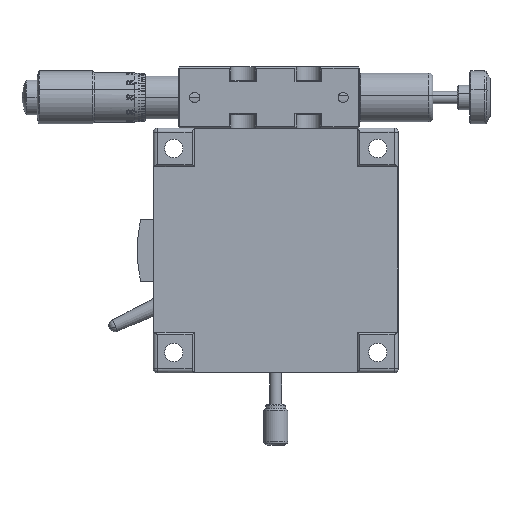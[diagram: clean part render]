
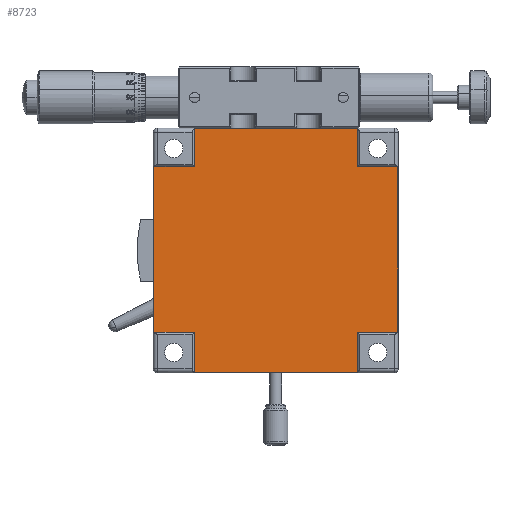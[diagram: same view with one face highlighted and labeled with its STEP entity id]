
A CAD part, front view. The second image highlights one B-rep face of the part: STEP entity #8723.
In plain terms, the highlighted planar face has unit normal (0, -1, 0).
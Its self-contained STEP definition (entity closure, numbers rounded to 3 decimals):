
#16 = VERTEX_POINT ( 'NONE', #56932 ) ;
#1822 = LINE ( 'NONE', #67276, #50076 ) ;
#2219 = LINE ( 'NONE', #76731, #14949 ) ;
#2580 = FACE_OUTER_BOUND ( 'NONE', #5025, .T. ) ;
#2689 = DIRECTION ( 'NONE',  ( 1., 0., 0. ) ) ;
#3179 = ORIENTED_EDGE ( 'NONE', *, *, #26044, .T. ) ;
#3192 = CARTESIAN_POINT ( 'NONE',  ( -29.947, -7.023, 20.5 ) ) ;
#3435 = VERTEX_POINT ( 'NONE', #33829 ) ;
#3883 = VERTEX_POINT ( 'NONE', #82099 ) ;
#3928 = EDGE_CURVE ( 'NONE', #24273, #16553, #1822, .T. ) ;
#3984 = EDGE_CURVE ( 'NONE', #16553, #59240, #48599, .T. ) ;
#5025 = EDGE_LOOP ( 'NONE', ( #34125, #85033, #45219, #66539, #17022, #78254, #3179, #68487, #43158, #23684, #43552, #48409 ) ) ;
#6748 = VERTEX_POINT ( 'NONE', #16883 ) ;
#7044 = DIRECTION ( 'NONE',  ( 0., 0., -1. ) ) ;
#8723 = ADVANCED_FACE ( 'NONE', ( #2580 ), #41989, .F. ) ;
#9143 = VERTEX_POINT ( 'NONE', #85487 ) ;
#9254 = VERTEX_POINT ( 'NONE', #75841 ) ;
#9266 = DIRECTION ( 'NONE',  ( 1., 0., 0. ) ) ;
#10427 = CARTESIAN_POINT ( 'NONE',  ( 20.053, -7.023, 30. ) ) ;
#12932 = CARTESIAN_POINT ( 'NONE',  ( -19.947, -7.023, -20. ) ) ;
#14579 = LINE ( 'NONE', #35793, #70598 ) ;
#14949 = VECTOR ( 'NONE', #81934, 1000. ) ;
#16553 = VERTEX_POINT ( 'NONE', #83082 ) ;
#16883 = CARTESIAN_POINT ( 'NONE',  ( -29.813, -7.023, 20.5 ) ) ;
#17022 = ORIENTED_EDGE ( 'NONE', *, *, #3984, .T. ) ;
#17195 = CARTESIAN_POINT ( 'NONE',  ( -29.947, -7.023, 20.5 ) ) ;
#17789 = DIRECTION ( 'NONE',  ( 0., 0., -1. ) ) ;
#21644 = DIRECTION ( 'NONE',  ( 0., 1., 0. ) ) ;
#22933 = CARTESIAN_POINT ( 'NONE',  ( 20.053, -7.023, 30. ) ) ;
#23199 = CARTESIAN_POINT ( 'NONE',  ( -29.813, -7.023, -20. ) ) ;
#23684 = ORIENTED_EDGE ( 'NONE', *, *, #34887, .F. ) ;
#24273 = VERTEX_POINT ( 'NONE', #12932 ) ;
#25226 = VECTOR ( 'NONE', #31878, 1000. ) ;
#25670 = EDGE_CURVE ( 'NONE', #6748, #3883, #43873, .T. ) ;
#25863 = CARTESIAN_POINT ( 'NONE',  ( 20.053, -7.023, 20.5 ) ) ;
#26044 = EDGE_CURVE ( 'NONE', #16, #9254, #2219, .T. ) ;
#28001 = DIRECTION ( 'NONE',  ( -1., 0., 0. ) ) ;
#28746 = DIRECTION ( 'NONE',  ( 0., 0., -1. ) ) ;
#31878 = DIRECTION ( 'NONE',  ( 0., 0., 1. ) ) ;
#33829 = CARTESIAN_POINT ( 'NONE',  ( -19.947, -7.023, 29.866 ) ) ;
#34125 = ORIENTED_EDGE ( 'NONE', *, *, #25670, .F. ) ;
#34887 = EDGE_CURVE ( 'NONE', #9143, #65281, #79483, .T. ) ;
#35793 = CARTESIAN_POINT ( 'NONE',  ( 20.053, -7.023, 29.866 ) ) ;
#36099 = VECTOR ( 'NONE', #17789, 1000. ) ;
#36893 = CARTESIAN_POINT ( 'NONE',  ( 20.053, -7.023, -29.866 ) ) ;
#38279 = VECTOR ( 'NONE', #28746, 1000. ) ;
#38598 = VECTOR ( 'NONE', #55349, 1000. ) ;
#38991 = VECTOR ( 'NONE', #2689, 1000. ) ;
#40246 = CARTESIAN_POINT ( 'NONE',  ( 29.919, -7.023, 20.5 ) ) ;
#40364 = LINE ( 'NONE', #66431, #41624 ) ;
#41624 = VECTOR ( 'NONE', #7044, 1000. ) ;
#41989 = PLANE ( 'NONE',  #63603 ) ;
#42592 = LINE ( 'NONE', #73842, #46314 ) ;
#43158 = ORIENTED_EDGE ( 'NONE', *, *, #54656, .F. ) ;
#43552 = ORIENTED_EDGE ( 'NONE', *, *, #78536, .T. ) ;
#43873 = LINE ( 'NONE', #3192, #53730 ) ;
#45219 = ORIENTED_EDGE ( 'NONE', *, *, #74181, .T. ) ;
#46314 = VECTOR ( 'NONE', #67333, 1000. ) ;
#47007 = EDGE_CURVE ( 'NONE', #9254, #75895, #71353, .T. ) ;
#47724 = DIRECTION ( 'NONE',  ( 0., 0., -1. ) ) ;
#48409 = ORIENTED_EDGE ( 'NONE', *, *, #67464, .T. ) ;
#48599 = LINE ( 'NONE', #75075, #38991 ) ;
#50076 = VECTOR ( 'NONE', #47724, 1000. ) ;
#50712 = LINE ( 'NONE', #62902, #36099 ) ;
#53730 = VECTOR ( 'NONE', #57309, 1000. ) ;
#54656 = EDGE_CURVE ( 'NONE', #65281, #75895, #77012, .T. ) ;
#54962 = VERTEX_POINT ( 'NONE', #23199 ) ;
#55349 = DIRECTION ( 'NONE',  ( 1., 0., 0. ) ) ;
#56466 = LINE ( 'NONE', #68212, #57903 ) ;
#56932 = CARTESIAN_POINT ( 'NONE',  ( 20.053, -7.023, -20. ) ) ;
#57309 = DIRECTION ( 'NONE',  ( 1., 0., 0. ) ) ;
#57879 = CARTESIAN_POINT ( 'NONE',  ( 29.919, -7.023, -20. ) ) ;
#57903 = VECTOR ( 'NONE', #9266, 1000. ) ;
#59240 = VERTEX_POINT ( 'NONE', #36893 ) ;
#62902 = CARTESIAN_POINT ( 'NONE',  ( 20.053, -7.023, 30. ) ) ;
#63603 = AXIS2_PLACEMENT_3D ( 'NONE', #22933, #21644, #74970 ) ;
#65281 = VERTEX_POINT ( 'NONE', #25863 ) ;
#66431 = CARTESIAN_POINT ( 'NONE',  ( -29.813, -7.023, 20.5 ) ) ;
#66539 = ORIENTED_EDGE ( 'NONE', *, *, #3928, .T. ) ;
#67276 = CARTESIAN_POINT ( 'NONE',  ( -19.947, -7.023, 30. ) ) ;
#67333 = DIRECTION ( 'NONE',  ( 0., 0., -1. ) ) ;
#67464 = EDGE_CURVE ( 'NONE', #3435, #3883, #42592, .T. ) ;
#68212 = CARTESIAN_POINT ( 'NONE',  ( -29.947, -7.023, -20. ) ) ;
#68487 = ORIENTED_EDGE ( 'NONE', *, *, #47007, .T. ) ;
#70598 = VECTOR ( 'NONE', #28001, 1000. ) ;
#71353 = LINE ( 'NONE', #57879, #25226 ) ;
#73842 = CARTESIAN_POINT ( 'NONE',  ( -19.947, -7.023, 30. ) ) ;
#74181 = EDGE_CURVE ( 'NONE', #54962, #24273, #56466, .T. ) ;
#74970 = DIRECTION ( 'NONE',  ( 1., 0., 0. ) ) ;
#75075 = CARTESIAN_POINT ( 'NONE',  ( -19.947, -7.023, -29.866 ) ) ;
#75841 = CARTESIAN_POINT ( 'NONE',  ( 29.919, -7.023, -20. ) ) ;
#75895 = VERTEX_POINT ( 'NONE', #40246 ) ;
#76731 = CARTESIAN_POINT ( 'NONE',  ( -29.947, -7.023, -20. ) ) ;
#76950 = EDGE_CURVE ( 'NONE', #6748, #54962, #40364, .T. ) ;
#77012 = LINE ( 'NONE', #17195, #38598 ) ;
#78254 = ORIENTED_EDGE ( 'NONE', *, *, #79457, .F. ) ;
#78536 = EDGE_CURVE ( 'NONE', #9143, #3435, #14579, .T. ) ;
#79457 = EDGE_CURVE ( 'NONE', #16, #59240, #50712, .T. ) ;
#79483 = LINE ( 'NONE', #10427, #38279 ) ;
#81934 = DIRECTION ( 'NONE',  ( 1., 0., 0. ) ) ;
#82099 = CARTESIAN_POINT ( 'NONE',  ( -19.947, -7.023, 20.5 ) ) ;
#83082 = CARTESIAN_POINT ( 'NONE',  ( -19.947, -7.023, -29.866 ) ) ;
#85033 = ORIENTED_EDGE ( 'NONE', *, *, #76950, .T. ) ;
#85487 = CARTESIAN_POINT ( 'NONE',  ( 20.053, -7.023, 29.866 ) ) ;
